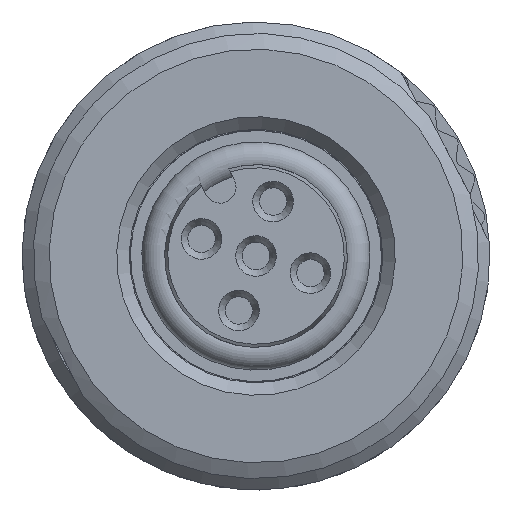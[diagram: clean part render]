
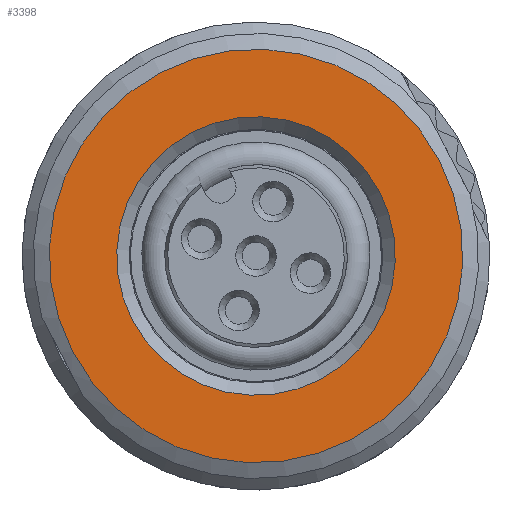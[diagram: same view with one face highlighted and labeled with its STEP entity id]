
A CAD part, front view. The second image highlights one B-rep face of the part: STEP entity #3398.
In plain terms, the highlighted planar face has unit normal (0, -1, 0).
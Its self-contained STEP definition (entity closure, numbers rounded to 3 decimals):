
#128=FACE_BOUND('',#5348,.T.);
#129=FACE_BOUND('',#5349,.T.);
#3398=ADVANCED_FACE('',(#128,#129),#4086,.T.);
#4086=PLANE('',#15027);
#5348=EDGE_LOOP('',(#7347));
#5349=EDGE_LOOP('',(#7348));
#7347=ORIENTED_EDGE('',*,*,#12430,.T.);
#7348=ORIENTED_EDGE('',*,*,#12431,.F.);
#10814=VERTEX_POINT('',#23947);
#10815=VERTEX_POINT('',#23950);
#12430=EDGE_CURVE('',#10814,#10814,#14077,.T.);
#12431=EDGE_CURVE('',#10815,#10815,#14078,.T.);
#14077=CIRCLE('',#15024,6.1);
#14078=CIRCLE('',#15026,9.057);
#15024=AXIS2_PLACEMENT_3D('',#23946,#17042,#17043);
#15026=AXIS2_PLACEMENT_3D('',#23949,#17046,#17047);
#15027=AXIS2_PLACEMENT_3D('',#23951,#17048,#17049);
#17042=DIRECTION('',(0.,1.,0.));
#17043=DIRECTION('',(0.887,0.,0.463));
#17046=DIRECTION('',(0.,1.,0.));
#17047=DIRECTION('',(-0.463,0.,0.887));
#17048=DIRECTION('',(0.,-1.,0.));
#17049=DIRECTION('',(0.463,0.,-0.887));
#23946=CARTESIAN_POINT('',(46.916,7.524,25.));
#23947=CARTESIAN_POINT('',(52.324,7.524,27.822));
#23949=CARTESIAN_POINT('',(46.916,7.524,25.));
#23950=CARTESIAN_POINT('',(42.726,7.524,33.03));
#23951=CARTESIAN_POINT('',(33.474,7.524,29.224));
